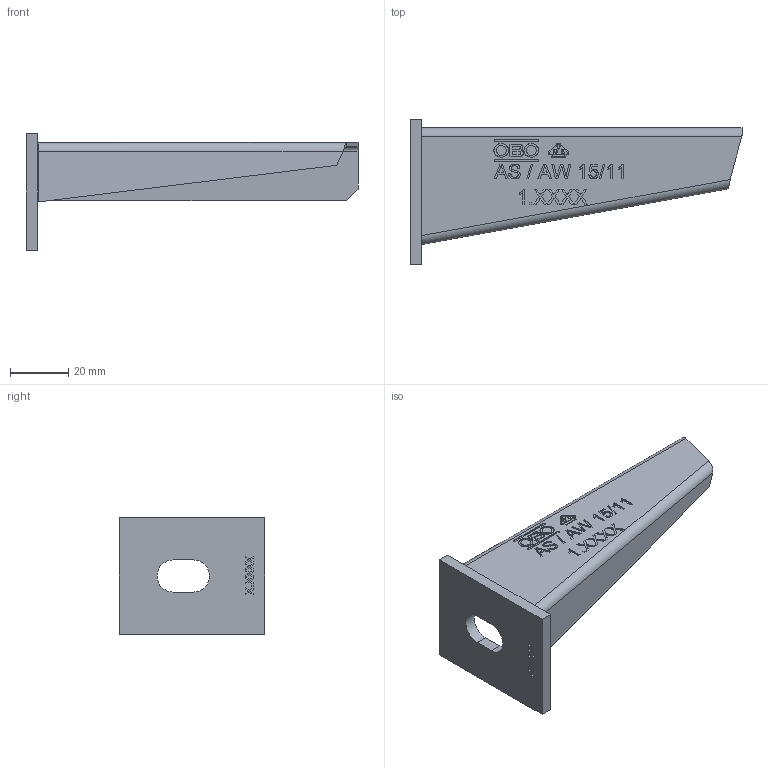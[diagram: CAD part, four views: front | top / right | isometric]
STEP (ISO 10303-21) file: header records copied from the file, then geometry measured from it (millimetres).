
FILE_DESCRIPTION((''),'2;1');
FILE_NAME('6421280_ASM','2014-09-17T',('AndreasKeweloh'),(''),'PRO/ENGINEER BY PARAMETRIC TECHNOLOGY CORPORATION, 2014000','PRO/ENGINEER BY PARAMETRIC TECHNOLOGY CORPORATION, 2014000','');
FILE_SCHEMA(('CONFIG_CONTROL_DESIGN'));
Length unit declared in the file: millimetre
Products named in the file (3): KTS_04_019-051; KTS_04_020-031_50X40X4; 6421280_ASM
Assembly tree (2 placements, depth 2):
  6421280_ASM
    KTS_04_019-051
    KTS_04_020-031_50X40X4
Bounding box: 114 x 50 x 40 mm (x, y, z)
Volume: 16862.4 mm3; surface area: 18054 mm2
Topology: 2 solids, 2 shells, 433 faces, 1153 edges, 764 vertices
Faces by surface type: plane 320, extrusion 71, cylinder 38, bspline 4
Entity records: 15540 total; most frequent: CARTESIAN_POINT 4874, ORIENTED_EDGE 2306, DIRECTION 1882, EDGE_CURVE 1153, VECTOR 1000, LINE 929, VERTEX_POINT 764, EDGE_LOOP 475
